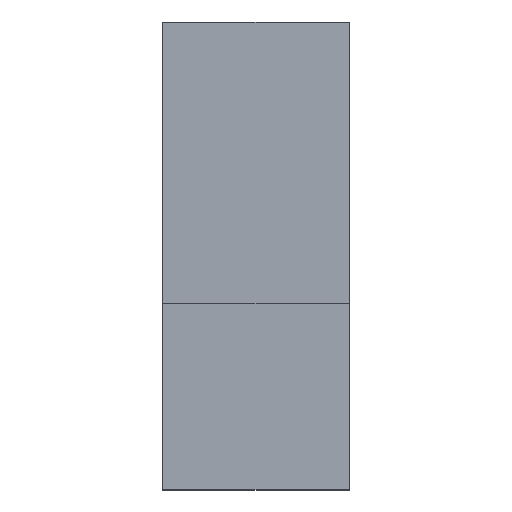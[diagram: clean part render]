
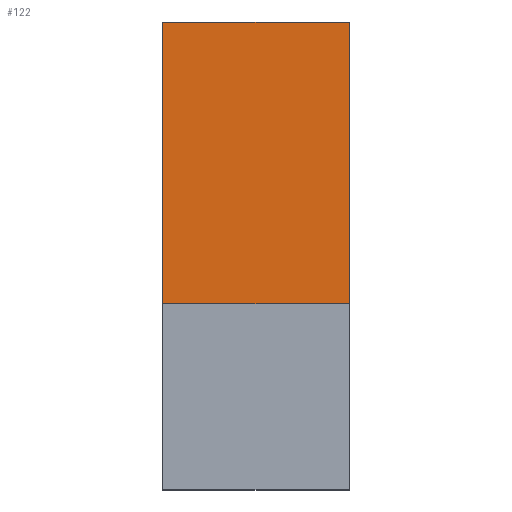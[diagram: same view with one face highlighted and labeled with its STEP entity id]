
A CAD part, front view. The second image highlights one B-rep face of the part: STEP entity #122.
In plain terms, the highlighted planar face has unit normal (0, -1, 0).
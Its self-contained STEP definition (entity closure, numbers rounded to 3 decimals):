
#70=CARTESIAN_POINT('Vertex',(0.,-1065.,88.)) ;
#73=CARTESIAN_POINT('Line Origine',(17.5,-1065.,88.)) ;
#77=CARTESIAN_POINT('Vertex',(35.,-1065.,88.)) ;
#92=CARTESIAN_POINT('Axis2P3D Location',(0.,-1065.,88.)) ;
#97=CARTESIAN_POINT('Line Origine',(0.,-1065.,61.5)) ;
#101=CARTESIAN_POINT('Vertex',(0.,-1065.,35.)) ;
#104=CARTESIAN_POINT('Line Origine',(17.5,-1065.,35.)) ;
#108=CARTESIAN_POINT('Vertex',(35.,-1065.,35.)) ;
#111=CARTESIAN_POINT('Line Origine',(35.,-1065.,61.5)) ;
#74=DIRECTION('Vector Direction',(1.,0.,0.)) ;
#93=DIRECTION('Axis2P3D Direction',(0.,-1.,0.)) ;
#94=DIRECTION('Axis2P3D XDirection',(0.,0.,-1.)) ;
#98=DIRECTION('Vector Direction',(0.,0.,-1.)) ;
#105=DIRECTION('Vector Direction',(1.,0.,0.)) ;
#112=DIRECTION('Vector Direction',(0.,0.,-1.)) ;
#95=AXIS2_PLACEMENT_3D('Plane Axis2P3D',#92,#93,#94) ;
#117=ORIENTED_EDGE('',*,*,#79,.F.) ;
#118=ORIENTED_EDGE('',*,*,#103,.T.) ;
#119=ORIENTED_EDGE('',*,*,#110,.T.) ;
#120=ORIENTED_EDGE('',*,*,#115,.F.) ;
#75=VECTOR('Line Direction',#74,1.) ;
#99=VECTOR('Line Direction',#98,1.) ;
#106=VECTOR('Line Direction',#105,1.) ;
#113=VECTOR('Line Direction',#112,1.) ;
#122=ADVANCED_FACE('Corps principal',(#121),#96,.T.) ;
#79=EDGE_CURVE('',#71,#78,#76,.T.) ;
#103=EDGE_CURVE('',#71,#102,#100,.T.) ;
#110=EDGE_CURVE('',#102,#109,#107,.T.) ;
#115=EDGE_CURVE('',#78,#109,#114,.T.) ;
#116=EDGE_LOOP('',(#117,#118,#119,#120)) ;
#121=FACE_OUTER_BOUND('',#116,.T.) ;
#76=LINE('Line',#73,#75) ;
#100=LINE('Line',#97,#99) ;
#107=LINE('Line',#104,#106) ;
#114=LINE('Line',#111,#113) ;
#96=PLANE('Plane',#95) ;
#71=VERTEX_POINT('',#70) ;
#78=VERTEX_POINT('',#77) ;
#102=VERTEX_POINT('',#101) ;
#109=VERTEX_POINT('',#108) ;
